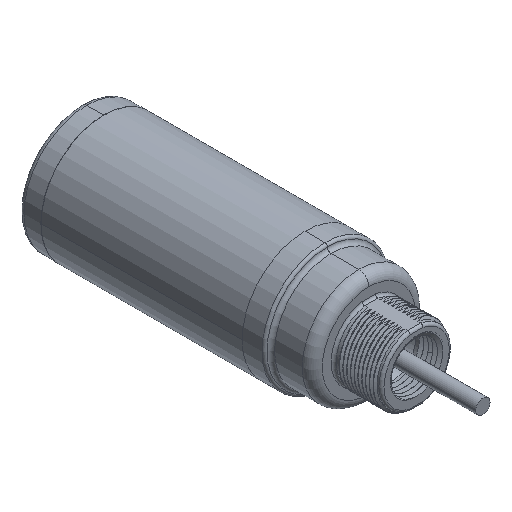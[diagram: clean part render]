
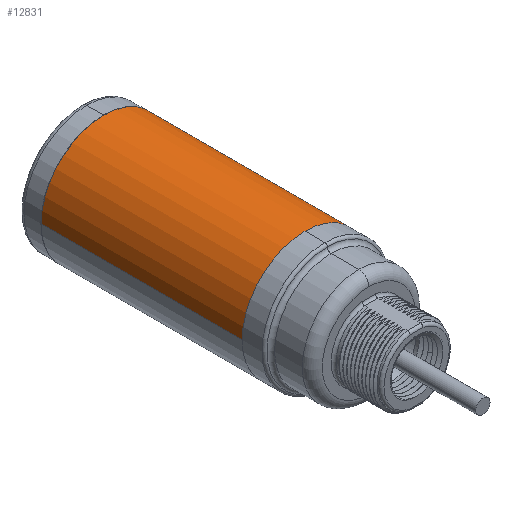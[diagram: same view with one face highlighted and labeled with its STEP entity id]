
A CAD part, isometric view. The second image highlights one B-rep face of the part: STEP entity #12831.
In plain terms, the highlighted cylindrical face has radius 25 mm (diameter 50 mm), a partial arc.
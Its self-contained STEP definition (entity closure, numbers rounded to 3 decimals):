
#2275=CARTESIAN_POINT('',(0.,22.4,0.));
#2276=DIRECTION('',(0.,-1.,0.));
#2277=DIRECTION('',(0.,0.,1.));
#2278=AXIS2_PLACEMENT_3D('',#2275,#2276,#2277);
#2298=DIRECTION('',(0.,1.,0.));
#2299=VECTOR('',#2298,80.);
#2300=CARTESIAN_POINT('',(25.,22.4,0.));
#2301=LINE('',#2300,#2299);
#2312=CARTESIAN_POINT('',(0.,22.4,0.));
#2313=DIRECTION('',(0.,-1.,0.));
#2314=DIRECTION('',(1.,0.,0.));
#2315=AXIS2_PLACEMENT_3D('',#2312,#2313,#2314);
#2317=DIRECTION('',(0.,1.,0.));
#2318=VECTOR('',#2317,80.);
#2319=CARTESIAN_POINT('',(-25.,22.4,0.));
#2320=LINE('',#2319,#2318);
#2326=CARTESIAN_POINT('',(0.,102.4,0.));
#2327=DIRECTION('',(0.,1.,0.));
#2328=DIRECTION('',(-1.,0.,0.));
#2329=AXIS2_PLACEMENT_3D('',#2326,#2327,#2328);
#10364=CARTESIAN_POINT('',(25.,102.4,0.));
#10365=CARTESIAN_POINT('',(-25.,102.4,0.));
#10366=VERTEX_POINT('',#10364);
#10367=VERTEX_POINT('',#10365);
#10623=CARTESIAN_POINT('',(-25.,22.4,0.));
#10625=VERTEX_POINT('',#10623);
#10627=CARTESIAN_POINT('',(25.,22.4,0.));
#10628=VERTEX_POINT('',#10627);
#10629=CARTESIAN_POINT('',(0.,22.4,25.));
#10630=VERTEX_POINT('',#10629);
#12818=CARTESIAN_POINT('',(0.,24.62,0.));
#12819=DIRECTION('',(0.,-1.,0.));
#12820=DIRECTION('',(0.,0.,1.));
#12821=AXIS2_PLACEMENT_3D('',#12818,#12819,#12820);
#12822=CYLINDRICAL_SURFACE('',#12821,25.);
#12823=ORIENTED_EDGE('',*,*,#12801,.T.);
#12824=ORIENTED_EDGE('',*,*,#12764,.T.);
#12825=ORIENTED_EDGE('',*,*,#12786,.T.);
#12827=ORIENTED_EDGE('',*,*,#12826,.T.);
#12828=ORIENTED_EDGE('',*,*,#12782,.F.);
#12829=EDGE_LOOP('',(#12823,#12824,#12825,#12827,#12828));
#12830=FACE_OUTER_BOUND('',#12829,.F.);
#12831=ADVANCED_FACE('',(#12830),#12822,.T.);
#2279=CIRCLE('',#2278,25.);
#2316=CIRCLE('',#2315,25.);
#2330=CIRCLE('',#2329,25.);
#12764=EDGE_CURVE('',#10630,#10625,#2279,.T.);
#12782=EDGE_CURVE('',#10628,#10366,#2301,.T.);
#12786=EDGE_CURVE('',#10625,#10367,#2320,.T.);
#12801=EDGE_CURVE('',#10628,#10630,#2316,.T.);
#12826=EDGE_CURVE('',#10367,#10366,#2330,.T.);
